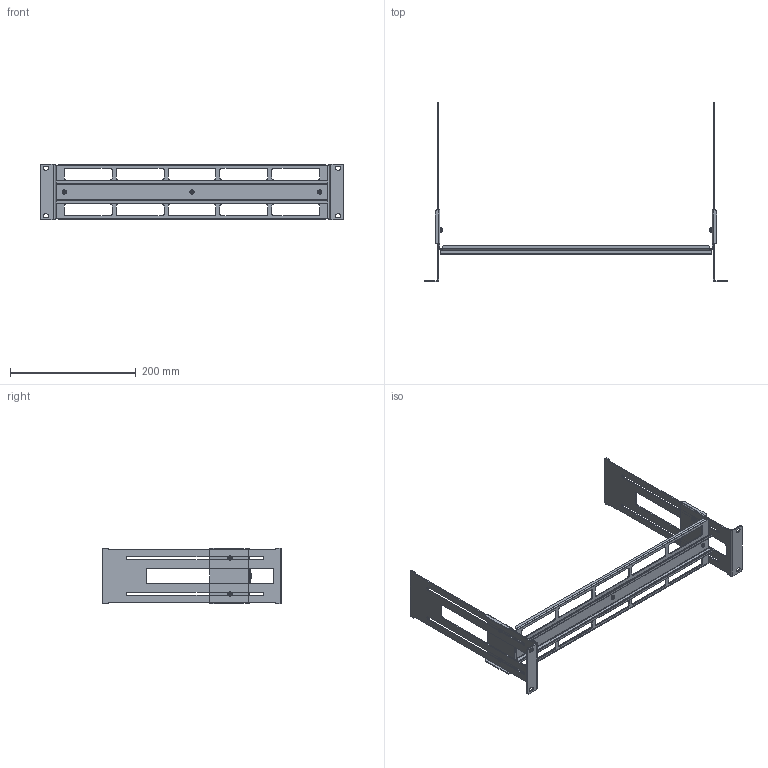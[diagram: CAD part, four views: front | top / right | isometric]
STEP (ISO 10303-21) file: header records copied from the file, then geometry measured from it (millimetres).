
FILE_DESCRIPTION (( 'STEP AP214' ), '1' );
FILE_NAME ('RMAD19003BK.STEP', '2020-11-05T17:26:09', ( '' ), ( '' ), 'SwSTEP 2.0', 'SolidWorks 2019', '' );
FILE_SCHEMA (( 'AUTOMOTIVE_DESIGN' ));
Length unit declared in the file: inch
Products named in the file (1): RMAD19003BK
Bounding box: 482.52 x 285.75 x 88.9 mm (x, y, z)
Volume: 146059.4 mm3; surface area: 211170.7 mm2
Topology: 18 solids, 18 shells, 518 faces, 1353 edges, 892 vertices
Faces by surface type: plane 297, cylinder 172, cone 28, bspline 21
Full cylindrical faces by diameter (mm): 3.307 x7, 3.505 x7, 4.775 x3, 5.385 x7, 5.41 x7, 6.629 x7, 6.756 x7, 7.874 x7
Entity records: 16949 total; most frequent: CARTESIAN_POINT 4406, DIRECTION 2494, ORIENTED_EDGE 2420, EDGE_CURVE 1210, AXIS2_PLACEMENT_3D 877, VERTEX_POINT 850, VECTOR 740, LINE 740
